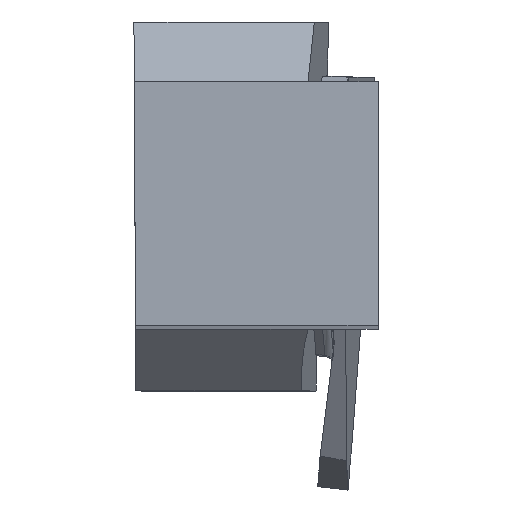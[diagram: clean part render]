
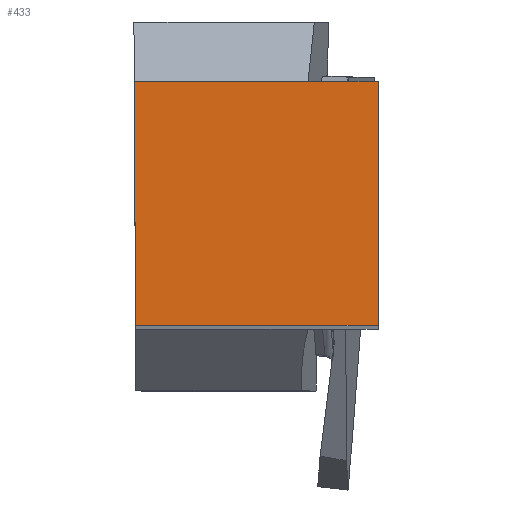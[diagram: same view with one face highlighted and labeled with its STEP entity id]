
A CAD part, top view. The second image highlights one B-rep face of the part: STEP entity #433.
In plain terms, the highlighted planar face has unit normal (0, 0, 1).
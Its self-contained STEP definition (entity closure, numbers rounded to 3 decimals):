
#242=FACE_OUTER_BOUND('',#679,.T.);
#433=ADVANCED_FACE('BLANK_BOXF006',(#242),#565,.F.);
#565=PLANE('',#2463);
#679=EDGE_LOOP('',(#867,#868,#869,#870));
#867=ORIENTED_EDGE('',*,*,#1733,.F.);
#868=ORIENTED_EDGE('',*,*,#1735,.T.);
#869=ORIENTED_EDGE('',*,*,#1691,.F.);
#870=ORIENTED_EDGE('',*,*,#1736,.F.);
#1481=VERTEX_POINT('',#3326);
#1482=VERTEX_POINT('',#3328);
#1514=VERTEX_POINT('',#3408);
#1515=VERTEX_POINT('',#3410);
#1691=EDGE_CURVE('',#1481,#1482,#2026,.T.);
#1733=EDGE_CURVE('',#1514,#1515,#2061,.T.);
#1735=EDGE_CURVE('',#1514,#1482,#2063,.T.);
#1736=EDGE_CURVE('',#1515,#1481,#2064,.T.);
#2026=LINE('',#3327,#2196);
#2061=LINE('',#3409,#2231);
#2063=LINE('',#3413,#2233);
#2064=LINE('',#3414,#2234);
#2196=VECTOR('',#2689,1.);
#2231=VECTOR('',#2752,1.);
#2233=VECTOR('',#2756,1.);
#2234=VECTOR('',#2757,1.);
#2463=AXIS2_PLACEMENT_3D('',#3415,#2758,#2759);
#2689=DIRECTION('',(-0.005,1.,0.));
#2752=DIRECTION('',(0.,-1.,0.));
#2756=DIRECTION('',(-1.,0.,0.));
#2757=DIRECTION('',(-1.,0.,0.));
#2758=DIRECTION('',(0.,0.,-1.));
#2759=DIRECTION('',(-1.,0.,0.));
#3326=CARTESIAN_POINT('',(0.062,0.,0.));
#3327=CARTESIAN_POINT('',(-0.016,14.906,0.));
#3328=CARTESIAN_POINT('',(0.,11.9,0.));
#3408=CARTESIAN_POINT('',(11.9,11.9,0.));
#3409=CARTESIAN_POINT('',(11.9,15.,0.));
#3410=CARTESIAN_POINT('',(11.9,0.,0.));
#3413=CARTESIAN_POINT('',(24.,11.9,0.));
#3414=CARTESIAN_POINT('',(24.,0.,0.));
#3415=CARTESIAN_POINT('',(17.9,15.,0.));
